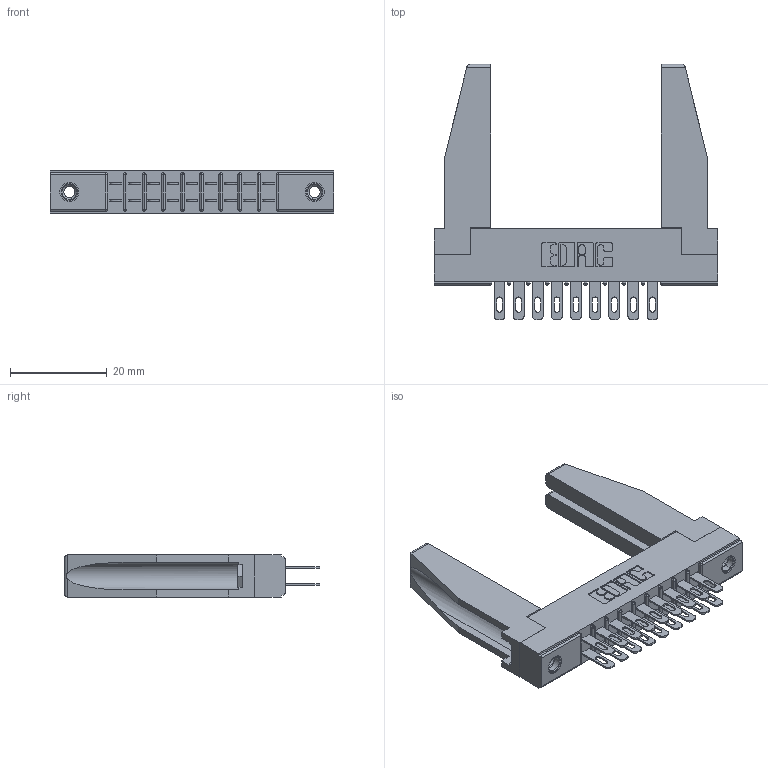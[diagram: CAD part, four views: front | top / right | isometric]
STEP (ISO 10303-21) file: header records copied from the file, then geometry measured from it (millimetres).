
FILE_DESCRIPTION (( 'STEP AP203' ), '1' );
FILE_NAME ('355-018-500-578.STEP', '2019-09-11T02:31:28', ( '' ), ( '' ), 'SwSTEP 2.0', 'SolidWorks 2016', '' );
FILE_SCHEMA (( 'CONFIG_CONTROL_DESIGN' ));
Length unit declared in the file: inch
Products named in the file (5): 345-250-001_345-250-001-102; 307-220-078; 355-018-500-578; 305 Part_.156 Dia; 305-290-001_500
Assembly tree (23 placements, depth 2):
  355-018-500-578
    305 Part_.156 Dia
    305-290-001_500  x18
    345-250-001_345-250-001-102  x2
    307-220-078  x2
Bounding box: 58.67 x 52.88 x 8.71 mm (x, y, z)
Volume: 7616.2 mm3; surface area: 10519.9 mm2
Topology: 23 solids, 23 shells, 1146 faces, 3229 edges, 2094 vertices
Faces by surface type: plane 656, cylinder 438, sphere 36, cone 12, torus 4
Entity records: 16223 total; most frequent: CARTESIAN_POINT 2691, ORIENTED_EDGE 2624, DIRECTION 2590, EDGE_CURVE 1312, VECTOR 1020, LINE 1020, VERTEX_POINT 844, AXIS2_PLACEMENT_3D 785
